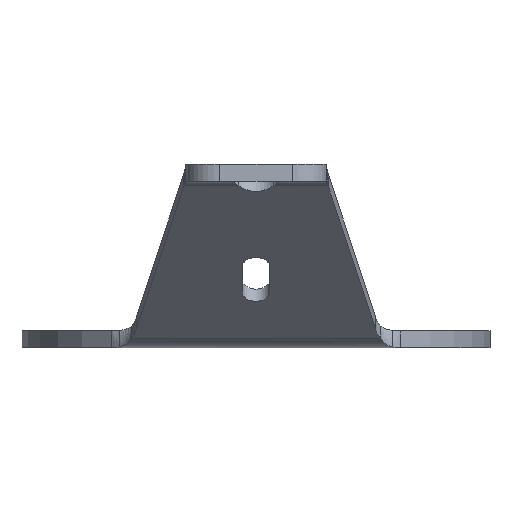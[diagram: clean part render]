
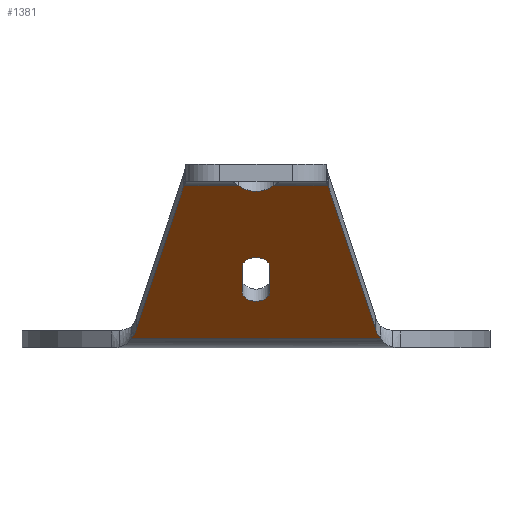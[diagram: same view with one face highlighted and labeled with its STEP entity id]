
A CAD part, left-side view. The second image highlights one B-rep face of the part: STEP entity #1381.
In plain terms, the highlighted planar face has unit normal (-0.695, 0, -0.719).
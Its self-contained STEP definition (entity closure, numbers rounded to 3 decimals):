
#31=FACE_BOUND('',#340,.T.);
#100=CIRCLE('',#1517,10.);
#101=CIRCLE('',#1522,3.25);
#104=CIRCLE('',#1526,3.25);
#105=CIRCLE('',#1528,5.5);
#115=CIRCLE('',#1547,10.);
#134=PLANE('',#1546);
#250=FACE_OUTER_BOUND('',#339,.T.);
#339=EDGE_LOOP('',(#1272,#1273,#1274,#1275,#1276,#1277,#1278,#1279));
#340=EDGE_LOOP('',(#1280,#1281,#1282,#1283));
#354=LINE('',#2666,#453);
#413=LINE('',#2917,#512);
#420=LINE('',#2934,#519);
#423=LINE('',#2942,#522);
#427=LINE('',#2951,#526);
#436=LINE('',#3435,#535);
#439=LINE('',#3491,#538);
#453=VECTOR('',#1565,10.);
#512=VECTOR('',#1844,10.);
#519=VECTOR('',#1859,10.);
#522=VECTOR('',#1864,10.);
#526=VECTOR('',#1870,10.);
#535=VECTOR('',#1911,10.);
#538=VECTOR('',#1928,10.);
#563=VERTEX_POINT('',#2108);
#572=VERTEX_POINT('',#2469);
#658=VERTEX_POINT('',#2914);
#659=VERTEX_POINT('',#2916);
#661=VERTEX_POINT('',#2925);
#665=VERTEX_POINT('',#2932);
#668=VERTEX_POINT('',#2939);
#669=VERTEX_POINT('',#2941);
#672=VERTEX_POINT('',#2948);
#673=VERTEX_POINT('',#2950);
#676=VERTEX_POINT('',#2963);
#677=VERTEX_POINT('',#2965);
#710=EDGE_CURVE('',#572,#563,#354,.T.);
#835=EDGE_CURVE('',#658,#659,#413,.T.);
#839=EDGE_CURVE('',#659,#563,#100,.T.);
#844=EDGE_CURVE('',#665,#661,#420,.T.);
#847=EDGE_CURVE('',#669,#668,#423,.T.);
#851=EDGE_CURVE('',#673,#672,#427,.T.);
#853=EDGE_CURVE('',#668,#673,#101,.T.);
#856=EDGE_CURVE('',#672,#669,#104,.T.);
#859=EDGE_CURVE('',#677,#676,#105,.T.);
#876=EDGE_CURVE('',#676,#661,#436,.T.);
#889=EDGE_CURVE('',#658,#677,#439,.T.);
#893=EDGE_CURVE('',#572,#665,#115,.T.);
#1272=ORIENTED_EDGE('',*,*,#710,.T.);
#1273=ORIENTED_EDGE('',*,*,#839,.F.);
#1274=ORIENTED_EDGE('',*,*,#835,.F.);
#1275=ORIENTED_EDGE('',*,*,#889,.T.);
#1276=ORIENTED_EDGE('',*,*,#859,.T.);
#1277=ORIENTED_EDGE('',*,*,#876,.T.);
#1278=ORIENTED_EDGE('',*,*,#844,.F.);
#1279=ORIENTED_EDGE('',*,*,#893,.F.);
#1280=ORIENTED_EDGE('',*,*,#853,.T.);
#1281=ORIENTED_EDGE('',*,*,#851,.T.);
#1282=ORIENTED_EDGE('',*,*,#856,.T.);
#1283=ORIENTED_EDGE('',*,*,#847,.T.);
#1381=ADVANCED_FACE('',(#250,#31),#134,.F.);
#1517=AXIS2_PLACEMENT_3D('',#2923,#1851,#1852);
#1522=AXIS2_PLACEMENT_3D('',#2954,#1874,#1875);
#1526=AXIS2_PLACEMENT_3D('',#2958,#1882,#1883);
#1528=AXIS2_PLACEMENT_3D('',#2966,#1888,#1889);
#1546=AXIS2_PLACEMENT_3D('',#3902,#1936,#1937);
#1547=AXIS2_PLACEMENT_3D('',#3903,#1938,#1939);
#1565=DIRECTION('',(0.,-1.,0.));
#1844=DIRECTION('',(0.701,-0.223,-0.677));
#1851=DIRECTION('center_axis',(-0.695,0.,-0.719));
#1852=DIRECTION('ref_axis',(0.399,0.832,-0.385));
#1859=DIRECTION('',(-0.701,-0.223,0.677));
#1864=DIRECTION('',(-0.719,0.,0.695));
#1870=DIRECTION('',(0.719,0.,-0.695));
#1874=DIRECTION('center_axis',(0.695,0.,0.719));
#1875=DIRECTION('ref_axis',(0.719,0.,-0.695));
#1882=DIRECTION('center_axis',(0.695,0.,0.719));
#1883=DIRECTION('ref_axis',(0.719,0.,-0.695));
#1888=DIRECTION('center_axis',(0.695,0.,0.719));
#1889=DIRECTION('ref_axis',(0.,-1.,0.));
#1911=DIRECTION('',(0.,1.,0.));
#1928=DIRECTION('',(0.,1.,0.));
#1936=DIRECTION('center_axis',(0.695,0.,0.719));
#1937=DIRECTION('ref_axis',(0.719,0.,-0.695));
#1938=DIRECTION('center_axis',(-0.695,0.,-0.719));
#1939=DIRECTION('ref_axis',(0.399,-0.832,-0.385));
#2108=CARTESIAN_POINT('',(-48.896,-29.243,2.245));
#2469=CARTESIAN_POINT('',(-48.896,29.243,2.245));
#2666=CARTESIAN_POINT('',(-48.896,14.622,2.245));
#2914=CARTESIAN_POINT('',(-85.925,-16.961,38.004));
#2916=CARTESIAN_POINT('',(-50.938,-28.113,4.217));
#2917=CARTESIAN_POINT('',(-87.372,-16.5,39.401));
#2923=CARTESIAN_POINT('Origin',(-52.545,-37.86,5.77));
#2925=CARTESIAN_POINT('',(-85.925,16.961,38.004));
#2932=CARTESIAN_POINT('',(-50.938,28.113,4.217));
#2934=CARTESIAN_POINT('',(-48.156,29.,1.531));
#2939=CARTESIAN_POINT('',(-66.187,3.25,18.944));
#2941=CARTESIAN_POINT('',(-60.217,3.25,13.178));
#2942=CARTESIAN_POINT('',(-53.072,3.25,6.278));
#2948=CARTESIAN_POINT('',(-60.217,-3.25,13.178));
#2950=CARTESIAN_POINT('',(-66.187,-3.25,18.944));
#2951=CARTESIAN_POINT('',(-50.087,-3.25,3.396));
#2954=CARTESIAN_POINT('Origin',(-66.187,0.,
18.944));
#2958=CARTESIAN_POINT('Origin',(-60.217,0.,
13.178));
#2963=CARTESIAN_POINT('',(-85.925,4.059,38.004));
#2965=CARTESIAN_POINT('',(-85.925,-4.059,38.004));
#2966=CARTESIAN_POINT('Origin',(-88.595,0.,
40.582));
#3435=CARTESIAN_POINT('',(-85.925,2.029,38.004));
#3491=CARTESIAN_POINT('',(-85.925,-8.481,38.004));
#3902=CARTESIAN_POINT('Origin',(-39.957,0.,
-6.387));
#3903=CARTESIAN_POINT('Origin',(-52.545,37.86,5.77));
